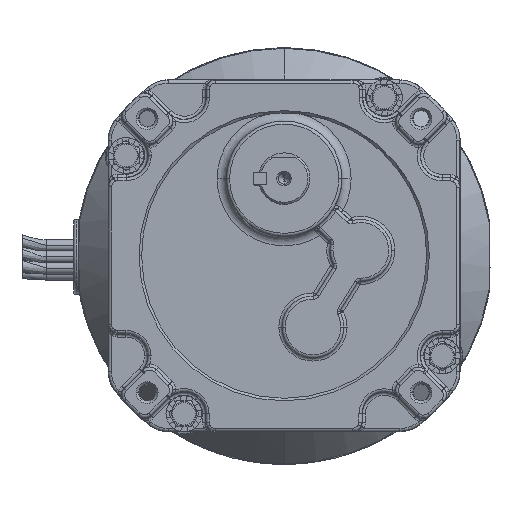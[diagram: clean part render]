
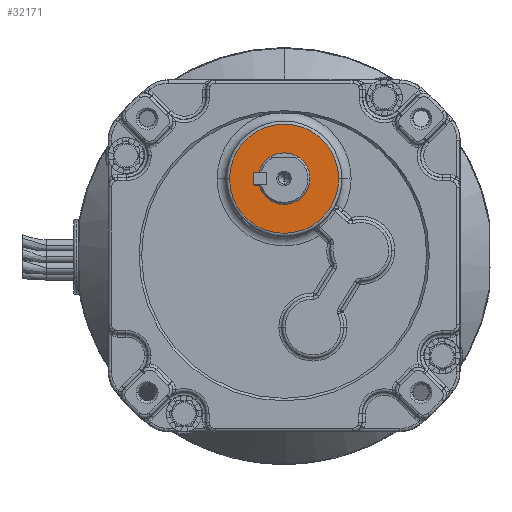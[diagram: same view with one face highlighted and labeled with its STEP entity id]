
A CAD part, top view. The second image highlights one B-rep face of the part: STEP entity #32171.
In plain terms, the highlighted planar face has unit normal (0, 0, 1).
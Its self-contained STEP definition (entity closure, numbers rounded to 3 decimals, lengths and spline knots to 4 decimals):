
#11717 = EDGE_LOOP ( 'NONE', ( #71729, #71725 ) ) ;
#19946 = VERTEX_POINT ( 'NONE', #42894 ) ;
#19949 = VERTEX_POINT ( 'NONE', #42889 ) ;
#23809 = CARTESIAN_POINT ( 'NONE',  ( 0., 0.7443, 3.53 ) ) ;
#23811 = DIRECTION ( 'NONE',  ( 0., 0., 1. ) ) ;
#23813 = DIRECTION ( 'NONE',  ( -1., 0., 0. ) ) ;
#32171 = ADVANCED_FACE ( 'NONE', ( #45486 ), #68684, .F. ) ;
#42889 = CARTESIAN_POINT ( 'NONE',  ( -0.5285, 0.7443, 3.53 ) ) ;
#42894 = CARTESIAN_POINT ( 'NONE',  ( 0.5285, 0.7443, 3.53 ) ) ;
#44127 = EDGE_CURVE ( 'NONE', #19949, #19946, #48436, .T. ) ;
#45486 = FACE_OUTER_BOUND ( 'NONE', #11717, .T. ) ;
#48436 = CIRCLE ( 'NONE', #56100, 0.5285 ) ;
#53902 = CARTESIAN_POINT ( 'NONE',  ( 0., 0.7443, 3.53 ) ) ;
#53904 = DIRECTION ( 'NONE',  ( 0., 0., 1. ) ) ;
#53906 = DIRECTION ( 'NONE',  ( -1., 0., 0. ) ) ;
#54257 = CIRCLE ( 'NONE', #64781, 0.5285 ) ;
#55101 = AXIS2_PLACEMENT_3D ( 'NONE', #68682, #68756, #68758 ) ;
#56100 = AXIS2_PLACEMENT_3D ( 'NONE', #53902, #53904, #53906 ) ;
#64781 = AXIS2_PLACEMENT_3D ( 'NONE', #23809, #23811, #23813 ) ;
#68682 = CARTESIAN_POINT ( 'NONE',  ( 0., 1.3028, 3.53 ) ) ;
#68684 = PLANE ( 'NONE',  #55101 ) ;
#68756 = DIRECTION ( 'NONE',  ( 0., 0., -1. ) ) ;
#68758 = DIRECTION ( 'NONE',  ( -1., 0., 0. ) ) ;
#71725 = ORIENTED_EDGE ( 'NONE', *, *, #83660, .T. ) ;
#71729 = ORIENTED_EDGE ( 'NONE', *, *, #44127, .T. ) ;
#83660 = EDGE_CURVE ( 'NONE', #19946, #19949, #54257, .T. ) ;
